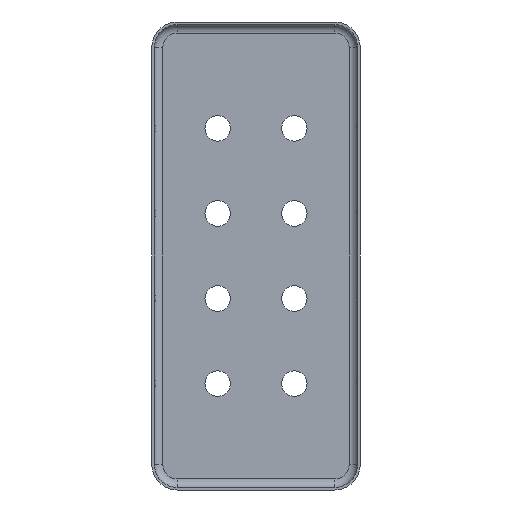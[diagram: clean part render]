
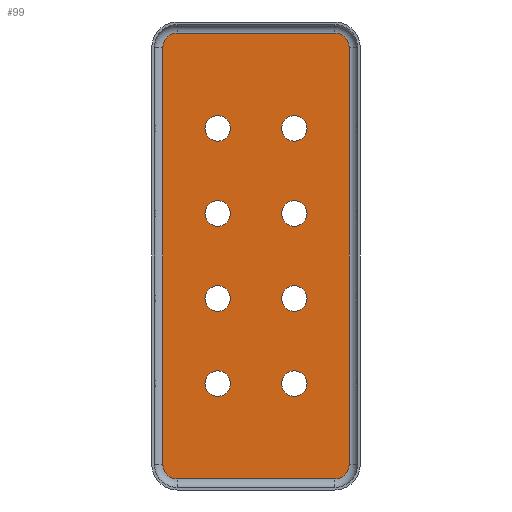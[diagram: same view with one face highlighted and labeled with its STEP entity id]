
A CAD part, front view. The second image highlights one B-rep face of the part: STEP entity #99.
In plain terms, the highlighted planar face has unit normal (0, -1, 0).
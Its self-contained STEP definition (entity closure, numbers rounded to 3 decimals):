
#99 = ADVANCED_FACE( 'NONE', ( #244, #245, #246, #247, #248, #249, #250, #251, #252 ), #253, .T. );
#244 = FACE_BOUND( '', #469, .T. );
#245 = FACE_BOUND( '', #470, .T. );
#246 = FACE_BOUND( '', #471, .T. );
#247 = FACE_BOUND( '', #472, .T. );
#248 = FACE_BOUND( '', #473, .T. );
#249 = FACE_BOUND( '', #474, .T. );
#250 = FACE_BOUND( '', #475, .T. );
#251 = FACE_BOUND( '', #476, .T. );
#252 = FACE_OUTER_BOUND( '', #477, .T. );
#253 = PLANE( '', #478 );
#469 = EDGE_LOOP( '', ( #719 ) );
#470 = EDGE_LOOP( '', ( #720 ) );
#471 = EDGE_LOOP( '', ( #721 ) );
#472 = EDGE_LOOP( '', ( #722 ) );
#473 = EDGE_LOOP( '', ( #723 ) );
#474 = EDGE_LOOP( '', ( #724 ) );
#475 = EDGE_LOOP( '', ( #725 ) );
#476 = EDGE_LOOP( '', ( #726 ) );
#477 = EDGE_LOOP( '', ( #727, #728, #729, #730, #731, #732, #733, #734 ) );
#478 = AXIS2_PLACEMENT_3D( '', #735, #736, #737 );
#719 = ORIENTED_EDGE( '', *, *, #1155, .F. );
#720 = ORIENTED_EDGE( '', *, *, #1156, .F. );
#721 = ORIENTED_EDGE( '', *, *, #1123, .F. );
#722 = ORIENTED_EDGE( '', *, *, #1157, .F. );
#723 = ORIENTED_EDGE( '', *, *, #1158, .F. );
#724 = ORIENTED_EDGE( '', *, *, #1159, .F. );
#725 = ORIENTED_EDGE( '', *, *, #1160, .F. );
#726 = ORIENTED_EDGE( '', *, *, #1136, .F. );
#727 = ORIENTED_EDGE( '', *, *, #1161, .F. );
#728 = ORIENTED_EDGE( '', *, *, #1162, .F. );
#729 = ORIENTED_EDGE( '', *, *, #1163, .F. );
#730 = ORIENTED_EDGE( '', *, *, #1164, .T. );
#731 = ORIENTED_EDGE( '', *, *, #1165, .T. );
#732 = ORIENTED_EDGE( '', *, *, #1140, .F. );
#733 = ORIENTED_EDGE( '', *, *, #1166, .T. );
#734 = ORIENTED_EDGE( '', *, *, #1145, .T. );
#735 = CARTESIAN_POINT( '', ( 9.25, 0., -24.5 ) );
#736 = DIRECTION( '', ( 0., -1., 0. ) );
#737 = DIRECTION( '', ( 0., 0., -1. ) );
#1123 = EDGE_CURVE( '', #1295, #1295, #1296, .T. );
#1136 = EDGE_CURVE( '', #1318, #1318, #1319, .T. );
#1140 = EDGE_CURVE( 'NONE', #1324, #1326, #1327, .T. );
#1145 = EDGE_CURVE( 'NONE', #1335, #1333, #1336, .T. );
#1155 = EDGE_CURVE( '', #1351, #1351, #1352, .T. );
#1156 = EDGE_CURVE( '', #1353, #1353, #1354, .T. );
#1157 = EDGE_CURVE( '', #1355, #1355, #1356, .T. );
#1158 = EDGE_CURVE( '', #1357, #1357, #1358, .T. );
#1159 = EDGE_CURVE( '', #1359, #1359, #1360, .T. );
#1160 = EDGE_CURVE( '', #1361, #1361, #1362, .T. );
#1161 = EDGE_CURVE( 'NONE', #1363, #1333, #1364, .T. );
#1162 = EDGE_CURVE( 'NONE', #1365, #1363, #1366, .T. );
#1163 = EDGE_CURVE( 'NONE', #1367, #1365, #1368, .T. );
#1164 = EDGE_CURVE( 'NONE', #1367, #1369, #1370, .T. );
#1165 = EDGE_CURVE( 'NONE', #1369, #1326, #1371, .T. );
#1166 = EDGE_CURVE( 'NONE', #1324, #1335, #1372, .T. );
#1295 = VERTEX_POINT( '', #1546 );
#1296 = CIRCLE( '', #1547, 1.5 );
#1318 = VERTEX_POINT( '', #1571 );
#1319 = CIRCLE( '', #1572, 1.5 );
#1324 = VERTEX_POINT( 'NONE', #1577 );
#1326 = VERTEX_POINT( 'NONE', #1579 );
#1327 = CIRCLE( '', #1580, 1.7 );
#1333 = VERTEX_POINT( 'NONE', #1586 );
#1335 = VERTEX_POINT( 'NONE', #1588 );
#1336 = CIRCLE( '', #1589, 1.7 );
#1351 = VERTEX_POINT( '', #1606 );
#1352 = CIRCLE( '', #1607, 1.5 );
#1353 = VERTEX_POINT( '', #1608 );
#1354 = CIRCLE( '', #1609, 1.5 );
#1355 = VERTEX_POINT( '', #1610 );
#1356 = CIRCLE( '', #1611, 1.5 );
#1357 = VERTEX_POINT( '', #1612 );
#1358 = CIRCLE( '', #1613, 1.5 );
#1359 = VERTEX_POINT( '', #1614 );
#1360 = CIRCLE( '', #1615, 1.5 );
#1361 = VERTEX_POINT( '', #1616 );
#1362 = CIRCLE( '', #1617, 1.5 );
#1363 = VERTEX_POINT( 'NONE', #1618 );
#1364 = LINE( '', #1619, #1620 );
#1365 = VERTEX_POINT( 'NONE', #1621 );
#1366 = CIRCLE( '', #1622, 1.7 );
#1367 = VERTEX_POINT( 'NONE', #1623 );
#1368 = LINE( '', #1624, #1625 );
#1369 = VERTEX_POINT( 'NONE', #1626 );
#1370 = CIRCLE( '', #1627, 1.7 );
#1371 = LINE( '', #1628, #1629 );
#1372 = LINE( '', #1630, #1631 );
#1546 = CARTESIAN_POINT( '', ( 4.5, 0., -6.5 ) );
#1547 = AXIS2_PLACEMENT_3D( '', #1837, #1838, #1839 );
#1571 = CARTESIAN_POINT( '', ( -4.5, 0., 13.5 ) );
#1572 = AXIS2_PLACEMENT_3D( '', #1863, #1864, #1865 );
#1577 = CARTESIAN_POINT( '', ( -10.95, 0., 24.5 ) );
#1579 = CARTESIAN_POINT( '', ( -9.25, 0., 26.2 ) );
#1580 = AXIS2_PLACEMENT_3D( '', #1872, #1873, #1874 );
#1586 = CARTESIAN_POINT( '', ( -9.25, 0., -26.2 ) );
#1588 = CARTESIAN_POINT( '', ( -10.95, 0., -24.5 ) );
#1589 = AXIS2_PLACEMENT_3D( '', #1884, #1885, #1886 );
#1606 = CARTESIAN_POINT( '', ( 4.5, 0., -16.5 ) );
#1607 = AXIS2_PLACEMENT_3D( '', #1901, #1902, #1903 );
#1608 = CARTESIAN_POINT( '', ( -4.5, 0., -16.5 ) );
#1609 = AXIS2_PLACEMENT_3D( '', #1904, #1905, #1906 );
#1610 = CARTESIAN_POINT( '', ( -4.5, 0., -6.5 ) );
#1611 = AXIS2_PLACEMENT_3D( '', #1907, #1908, #1909 );
#1612 = CARTESIAN_POINT( '', ( 4.5, 0., 3.5 ) );
#1613 = AXIS2_PLACEMENT_3D( '', #1910, #1911, #1912 );
#1614 = CARTESIAN_POINT( '', ( -4.5, 0., 3.5 ) );
#1615 = AXIS2_PLACEMENT_3D( '', #1913, #1914, #1915 );
#1616 = CARTESIAN_POINT( '', ( 4.5, 0., 13.5 ) );
#1617 = AXIS2_PLACEMENT_3D( '', #1916, #1917, #1918 );
#1618 = CARTESIAN_POINT( '', ( 9.25, 0., -26.2 ) );
#1619 = CARTESIAN_POINT( '', ( 9.25, 0., -26.2 ) );
#1620 = VECTOR( '', #1919, 1000. );
#1621 = CARTESIAN_POINT( '', ( 10.95, 0., -24.5 ) );
#1622 = AXIS2_PLACEMENT_3D( '', #1920, #1921, #1922 );
#1623 = CARTESIAN_POINT( '', ( 10.95, 0., 24.5 ) );
#1624 = CARTESIAN_POINT( '', ( 10.95, 0., 0. ) );
#1625 = VECTOR( '', #1923, 1000. );
#1626 = CARTESIAN_POINT( '', ( 9.25, 0., 26.2 ) );
#1627 = AXIS2_PLACEMENT_3D( '', #1924, #1925, #1926 );
#1628 = CARTESIAN_POINT( '', ( 9.25, 0., 26.2 ) );
#1629 = VECTOR( '', #1927, 1000. );
#1630 = CARTESIAN_POINT( '', ( -10.95, 0., 0. ) );
#1631 = VECTOR( '', #1928, 1000. );
#1837 = CARTESIAN_POINT( '', ( 4.5, 0., -5. ) );
#1838 = DIRECTION( '', ( 0., -1., 0. ) );
#1839 = DIRECTION( '', ( 0., 0., -1. ) );
#1863 = CARTESIAN_POINT( '', ( -4.5, 0., 15. ) );
#1864 = DIRECTION( '', ( 0., -1., 0. ) );
#1865 = DIRECTION( '', ( 0., 0., -1. ) );
#1872 = CARTESIAN_POINT( '', ( -9.25, 0., 24.5 ) );
#1873 = DIRECTION( '', ( 0., 1., 0. ) );
#1874 = DIRECTION( '', ( 0., 0., -1. ) );
#1884 = CARTESIAN_POINT( '', ( -9.25, 0., -24.5 ) );
#1885 = DIRECTION( '', ( 0., -1., 0. ) );
#1886 = DIRECTION( '', ( 0., 0., 1. ) );
#1901 = CARTESIAN_POINT( '', ( 4.5, 0., -15. ) );
#1902 = DIRECTION( '', ( 0., -1., 0. ) );
#1903 = DIRECTION( '', ( 0., 0., -1. ) );
#1904 = CARTESIAN_POINT( '', ( -4.5, 0., -15. ) );
#1905 = DIRECTION( '', ( 0., -1., 0. ) );
#1906 = DIRECTION( '', ( 0., 0., -1. ) );
#1907 = CARTESIAN_POINT( '', ( -4.5, 0., -5. ) );
#1908 = DIRECTION( '', ( 0., -1., 0. ) );
#1909 = DIRECTION( '', ( 0., 0., -1. ) );
#1910 = CARTESIAN_POINT( '', ( 4.5, 0., 5. ) );
#1911 = DIRECTION( '', ( 0., -1., 0. ) );
#1912 = DIRECTION( '', ( 0., 0., -1. ) );
#1913 = CARTESIAN_POINT( '', ( -4.5, 0., 5. ) );
#1914 = DIRECTION( '', ( 0., -1., 0. ) );
#1915 = DIRECTION( '', ( 0., 0., -1. ) );
#1916 = CARTESIAN_POINT( '', ( 4.5, 0., 15. ) );
#1917 = DIRECTION( '', ( 0., -1., 0. ) );
#1918 = DIRECTION( '', ( 0., 0., -1. ) );
#1919 = DIRECTION( '', ( -1., 0., 0. ) );
#1920 = CARTESIAN_POINT( '', ( 9.25, 0., -24.5 ) );
#1921 = DIRECTION( '', ( 0., 1., 0. ) );
#1922 = DIRECTION( '', ( 0., 0., 1. ) );
#1923 = DIRECTION( '', ( 0., 0., -1. ) );
#1924 = CARTESIAN_POINT( '', ( 9.25, 0., 24.5 ) );
#1925 = DIRECTION( '', ( 0., -1., 0. ) );
#1926 = DIRECTION( '', ( 0., 0., -1. ) );
#1927 = DIRECTION( '', ( -1., 0., 0. ) );
#1928 = DIRECTION( '', ( 0., 0., -1. ) );
